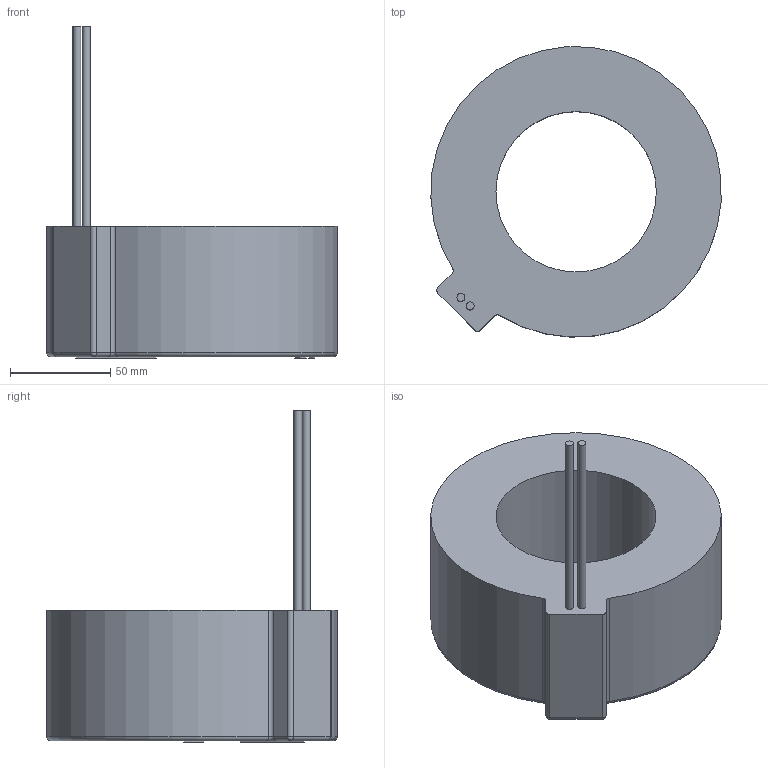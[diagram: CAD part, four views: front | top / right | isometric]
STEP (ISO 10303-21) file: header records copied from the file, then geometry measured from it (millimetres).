
FILE_DESCRIPTION(('STEP AP242'), '1');
FILE_NAME('ﾀﾄﾘﾏ.1.765.012ﾃﾗ ﾒﾘ-ﾝﾊ-0,66 ﾌ12', '', ('UNSPECIFIED'), ('UNSPECIFIED'), 'C3D Converter', 'C3D Toolkit', '');
FILE_SCHEMA(('AP242_MANAGED_MODEL_BASED_3D_ENGINEERING_MIM_LF { 1 0 10303 442 1 1 4 }'));
Length unit declared in the file: millimetre
Bounding box: 144.76 x 144.76 x 165.6 mm (x, y, z)
Volume: 773219.7 mm3; surface area: 73630.9 mm2
Topology: 1 solids, 1 shells, 106 faces, 277 edges, 180 vertices
Faces by surface type: plane 68, extrusion 20, cylinder 13, torus 3, sphere 2
Full cylindrical faces by diameter (mm): 1.25 x1, 2.25 x1, 4 x2, 80 x1
Entity records: 4094 total; most frequent: CARTESIAN_POINT 683, ORIENTED_EDGE 540, DIRECTION 453, EDGE_CURVE 270, VECTOR 219, LINE 199, VERTEX_POINT 180, EDGE_LOOP 122
